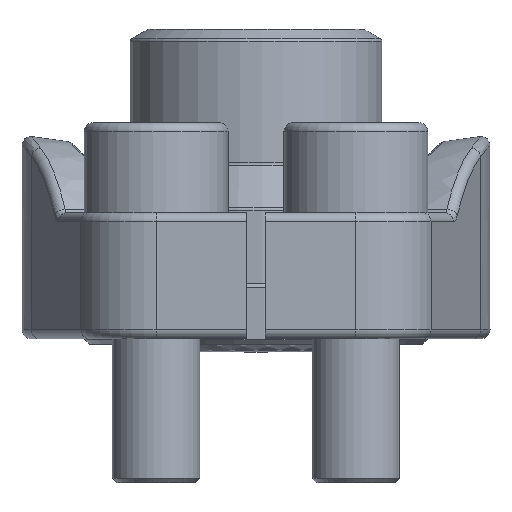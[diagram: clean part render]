
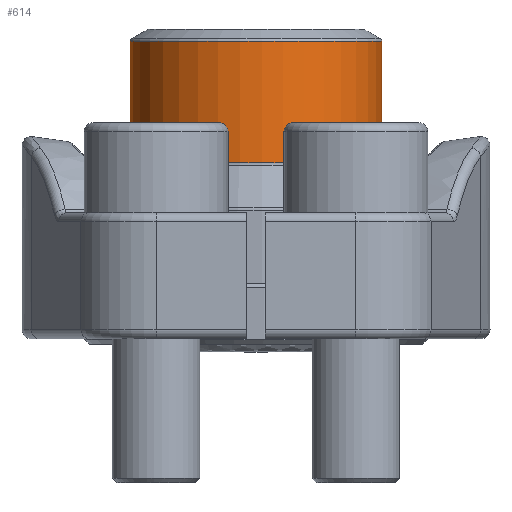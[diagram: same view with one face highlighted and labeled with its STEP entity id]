
A CAD part, left-side view. The second image highlights one B-rep face of the part: STEP entity #614.
In plain terms, the highlighted cylindrical face has radius 14 mm (diameter 28 mm), a full revolution.
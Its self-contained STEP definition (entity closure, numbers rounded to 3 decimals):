
#450=FACE_BOUND('',#818,.T.);
#451=FACE_BOUND('',#819,.T.);
#614=ADVANCED_FACE('',(#450,#451),#679,.T.);
#679=CYLINDRICAL_SURFACE('',#1885,14.);
#818=EDGE_LOOP('',(#1230));
#819=EDGE_LOOP('',(#1231));
#1230=ORIENTED_EDGE('',*,*,#1600,.T.);
#1231=ORIENTED_EDGE('',*,*,#1601,.T.);
#1436=VERTEX_POINT('',#3010);
#1437=VERTEX_POINT('',#3012);
#1600=EDGE_CURVE('',#1436,#1436,#1728,.T.);
#1601=EDGE_CURVE('',#1437,#1437,#1729,.T.);
#1728=CIRCLE('',#1883,14.);
#1729=CIRCLE('',#1884,14.);
#1883=AXIS2_PLACEMENT_3D('',#3009,#2250,#2251);
#1884=AXIS2_PLACEMENT_3D('',#3011,#2252,#2253);
#1885=AXIS2_PLACEMENT_3D('',#3013,#2254,#2255);
#2250=DIRECTION('',(1.,0.,0.));
#2251=DIRECTION('',(0.,0.,1.));
#2252=DIRECTION('',(-1.,0.,0.));
#2253=DIRECTION('',(0.,0.,-1.));
#2254=DIRECTION('',(-1.,0.,0.));
#2255=DIRECTION('',(0.,0.,1.));
#3009=CARTESIAN_POINT('',(20.175,0.,0.));
#3010=CARTESIAN_POINT('',(20.175,0.,14.));
#3011=CARTESIAN_POINT('',(33.672,0.,0.));
#3012=CARTESIAN_POINT('',(33.672,0.,-14.));
#3013=CARTESIAN_POINT('',(0.,0.,0.));
